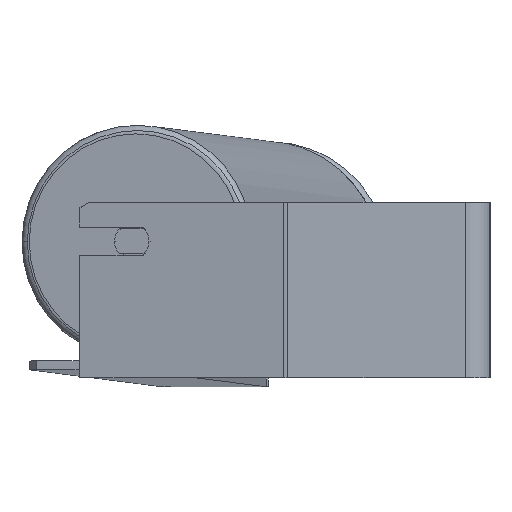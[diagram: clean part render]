
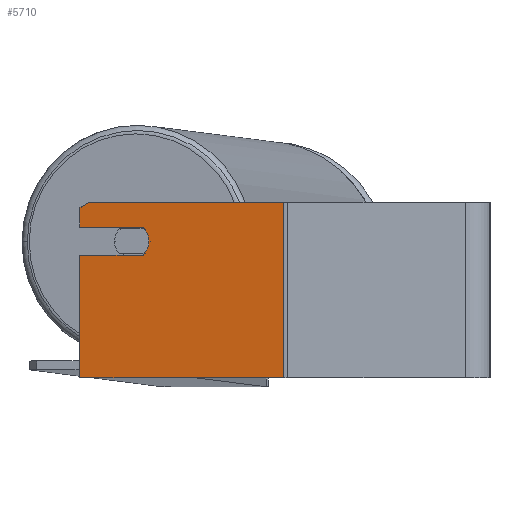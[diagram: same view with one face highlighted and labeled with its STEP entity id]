
A CAD part, left-side view. The second image highlights one B-rep face of the part: STEP entity #5710.
In plain terms, the highlighted planar face has unit normal (-0.985, 0.174, 0).
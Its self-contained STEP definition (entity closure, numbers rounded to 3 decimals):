
#60 = VECTOR ( 'NONE', #7347, 1000. ) ;
#113 = CARTESIAN_POINT ( 'NONE',  ( -680.183, 229.072, 50. ) ) ;
#327 = ORIENTED_EDGE ( 'NONE', *, *, #6089, .T. ) ;
#531 = ORIENTED_EDGE ( 'NONE', *, *, #7345, .F. ) ;
#592 = VERTEX_POINT ( 'NONE', #8263 ) ;
#664 = CARTESIAN_POINT ( 'NONE',  ( -679.315, 233.996, 50. ) ) ;
#886 = DIRECTION ( 'NONE',  ( 0., 0., -1. ) ) ;
#1088 = PLANE ( 'NONE',  #3509 ) ;
#1217 = VERTEX_POINT ( 'NONE', #6467 ) ;
#1576 = VERTEX_POINT ( 'NONE', #2398 ) ;
#1595 = LINE ( 'NONE', #3816, #7792 ) ;
#1612 = EDGE_LOOP ( 'NONE', ( #9016, #4399, #327, #531, #7070, #4902, #3849, #6963, #6916, #1660 ) ) ;
#1660 = ORIENTED_EDGE ( 'NONE', *, *, #8443, .F. ) ;
#1800 = DIRECTION ( 'NONE',  ( 0.15, 0.853, -0.5 ) ) ;
#1888 = EDGE_CURVE ( 'NONE', #7633, #3969, #7163, .T. ) ;
#1929 = CARTESIAN_POINT ( 'NONE',  ( -684.525, 204.452, 28. ) ) ;
#2024 = CIRCLE ( 'NONE', #9310, 10. ) ;
#2030 = VECTOR ( 'NONE', #2843, 1000. ) ;
#2131 = CARTESIAN_POINT ( 'NONE',  ( -684.525, 204.452, 28. ) ) ;
#2267 = DIRECTION ( 'NONE',  ( -0.174, -0.985, 0. ) ) ;
#2292 = VECTOR ( 'NONE', #1800, 1000. ) ;
#2315 = CARTESIAN_POINT ( 'NONE',  ( -679.315, 233.996, 50. ) ) ;
#2398 = CARTESIAN_POINT ( 'NONE',  ( -699.787, 117.892, 50. ) ) ;
#2413 = CARTESIAN_POINT ( 'NONE',  ( -699.787, 117.892, -50. ) ) ;
#2504 = CARTESIAN_POINT ( 'NONE',  ( -679.315, 233.996, 50. ) ) ;
#2819 = VERTEX_POINT ( 'NONE', #9268 ) ;
#2843 = DIRECTION ( 'NONE',  ( -0.174, -0.985, 0. ) ) ;
#2881 = LINE ( 'NONE', #5060, #9009 ) ;
#2970 = EDGE_CURVE ( 'NONE', #1217, #592, #5584, .T. ) ;
#2973 = DIRECTION ( 'NONE',  ( -0.985, 0.174, 0. ) ) ;
#3072 = DIRECTION ( 'NONE',  ( 0.985, -0.174, 0. ) ) ;
#3105 = VERTEX_POINT ( 'NONE', #3732 ) ;
#3145 = CARTESIAN_POINT ( 'NONE',  ( -685.566, 198.543, 36. ) ) ;
#3168 = EDGE_CURVE ( 'NONE', #7633, #3105, #8166, .T. ) ;
#3212 = FACE_OUTER_BOUND ( 'NONE', #1612, .T. ) ;
#3257 = CARTESIAN_POINT ( 'NONE',  ( -679.315, 233.996, -50. ) ) ;
#3509 = AXIS2_PLACEMENT_3D ( 'NONE', #2315, #3072, #5974 ) ;
#3537 = DIRECTION ( 'NONE',  ( 0., 0., -1. ) ) ;
#3732 = CARTESIAN_POINT ( 'NONE',  ( -685.566, 198.543, 20. ) ) ;
#3816 = CARTESIAN_POINT ( 'NONE',  ( -699.787, 117.892, 50. ) ) ;
#3849 = ORIENTED_EDGE ( 'NONE', *, *, #3168, .F. ) ;
#3969 = VERTEX_POINT ( 'NONE', #3257 ) ;
#4152 = DIRECTION ( 'NONE',  ( -0.174, -0.985, 0. ) ) ;
#4226 = VECTOR ( 'NONE', #6015, 1000. ) ;
#4246 = CARTESIAN_POINT ( 'NONE',  ( -679.315, 233.996, 36. ) ) ;
#4270 = VECTOR ( 'NONE', #6794, 1000. ) ;
#4399 = ORIENTED_EDGE ( 'NONE', *, *, #5632, .T. ) ;
#4474 = LINE ( 'NONE', #3145, #60 ) ;
#4747 = VERTEX_POINT ( 'NONE', #2413 ) ;
#4902 = ORIENTED_EDGE ( 'NONE', *, *, #6987, .F. ) ;
#5060 = CARTESIAN_POINT ( 'NONE',  ( -679.315, 233.996, -50. ) ) ;
#5208 = LINE ( 'NONE', #8894, #2292 ) ;
#5584 = CIRCLE ( 'NONE', #6805, 10. ) ;
#5632 = EDGE_CURVE ( 'NONE', #7972, #2819, #5208, .T. ) ;
#5710 = ADVANCED_FACE ( 'NONE', ( #3212 ), #1088, .F. ) ;
#5928 = CARTESIAN_POINT ( 'NONE',  ( -679.315, 233.996, 20. ) ) ;
#5974 = DIRECTION ( 'NONE',  ( 0.174, 0.985, 0. ) ) ;
#6015 = DIRECTION ( 'NONE',  ( -0.174, -0.985, 0. ) ) ;
#6089 = EDGE_CURVE ( 'NONE', #2819, #8397, #8867, .T. ) ;
#6458 = LINE ( 'NONE', #9368, #2030 ) ;
#6467 = CARTESIAN_POINT ( 'NONE',  ( -686.261, 194.604, 28. ) ) ;
#6755 = EDGE_CURVE ( 'NONE', #3969, #4747, #2881, .T. ) ;
#6794 = DIRECTION ( 'NONE',  ( 0., 0., -1. ) ) ;
#6805 = AXIS2_PLACEMENT_3D ( 'NONE', #2131, #2973, #2267 ) ;
#6916 = ORIENTED_EDGE ( 'NONE', *, *, #6755, .T. ) ;
#6963 = ORIENTED_EDGE ( 'NONE', *, *, #1888, .T. ) ;
#6987 = EDGE_CURVE ( 'NONE', #3105, #1217, #2024, .T. ) ;
#7070 = ORIENTED_EDGE ( 'NONE', *, *, #2970, .F. ) ;
#7163 = LINE ( 'NONE', #664, #7850 ) ;
#7309 = DIRECTION ( 'NONE',  ( -0.174, -0.985, 0. ) ) ;
#7345 = EDGE_CURVE ( 'NONE', #592, #8397, #4474, .T. ) ;
#7347 = DIRECTION ( 'NONE',  ( 0.174, 0.985, 0. ) ) ;
#7498 = CARTESIAN_POINT ( 'NONE',  ( -685.566, 198.543, 20. ) ) ;
#7588 = DIRECTION ( 'NONE',  ( -0.985, 0.174, 0. ) ) ;
#7633 = VERTEX_POINT ( 'NONE', #5928 ) ;
#7792 = VECTOR ( 'NONE', #886, 1000. ) ;
#7850 = VECTOR ( 'NONE', #3537, 1000. ) ;
#7972 = VERTEX_POINT ( 'NONE', #113 ) ;
#8166 = LINE ( 'NONE', #7498, #4226 ) ;
#8263 = CARTESIAN_POINT ( 'NONE',  ( -685.566, 198.543, 36. ) ) ;
#8397 = VERTEX_POINT ( 'NONE', #4246 ) ;
#8443 = EDGE_CURVE ( 'NONE', #1576, #4747, #1595, .T. ) ;
#8867 = LINE ( 'NONE', #2504, #4270 ) ;
#8894 = CARTESIAN_POINT ( 'NONE',  ( -679.315, 233.996, 47.113 ) ) ;
#9009 = VECTOR ( 'NONE', #7309, 1000. ) ;
#9016 = ORIENTED_EDGE ( 'NONE', *, *, #9189, .F. ) ;
#9189 = EDGE_CURVE ( 'NONE', #7972, #1576, #6458, .T. ) ;
#9268 = CARTESIAN_POINT ( 'NONE',  ( -679.315, 233.996, 47.113 ) ) ;
#9310 = AXIS2_PLACEMENT_3D ( 'NONE', #1929, #7588, #4152 ) ;
#9368 = CARTESIAN_POINT ( 'NONE',  ( -679.315, 233.996, 50. ) ) ;
